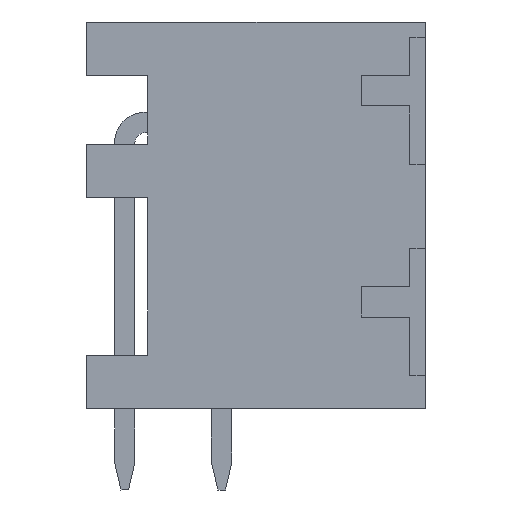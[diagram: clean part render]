
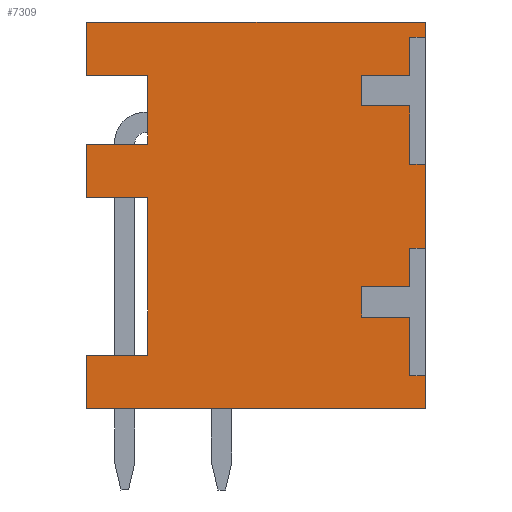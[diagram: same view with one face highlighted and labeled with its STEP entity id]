
A CAD part, left-side view. The second image highlights one B-rep face of the part: STEP entity #7309.
In plain terms, the highlighted planar face has unit normal (-1, 0, 0).
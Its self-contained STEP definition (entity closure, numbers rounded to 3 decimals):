
#7183=AXIS2_PLACEMENT_3D('Plane Axis2P3D',#7180,#7181,#7182) ;
#210=CARTESIAN_POINT('Vertex',(0.3,0.,18.4)) ;
#213=CARTESIAN_POINT('Line Origine',(0.3,0.,18.1)) ;
#217=CARTESIAN_POINT('Vertex',(0.3,0.,17.8)) ;
#238=CARTESIAN_POINT('Vertex',(0.3,0.,12.8)) ;
#241=CARTESIAN_POINT('Line Origine',(0.3,0.,11.15)) ;
#245=CARTESIAN_POINT('Vertex',(0.3,0.,9.5)) ;
#266=CARTESIAN_POINT('Vertex',(0.3,0.,4.5)) ;
#269=CARTESIAN_POINT('Line Origine',(0.3,0.,3.85)) ;
#273=CARTESIAN_POINT('Vertex',(0.3,0.,3.2)) ;
#3270=CARTESIAN_POINT('Vertex',(0.3,13.3,18.4)) ;
#3273=CARTESIAN_POINT('Line Origine',(0.3,6.65,18.4)) ;
#3359=CARTESIAN_POINT('Vertex',(0.3,13.3,16.3)) ;
#3364=CARTESIAN_POINT('Line Origine',(0.3,13.3,17.35)) ;
#3854=CARTESIAN_POINT('Vertex',(0.3,10.9,16.3)) ;
#3859=CARTESIAN_POINT('Line Origine',(0.3,12.1,16.3)) ;
#4093=CARTESIAN_POINT('Vertex',(0.3,10.9,13.6)) ;
#4098=CARTESIAN_POINT('Line Origine',(0.3,10.9,14.95)) ;
#4332=CARTESIAN_POINT('Vertex',(0.3,13.3,13.6)) ;
#4337=CARTESIAN_POINT('Line Origine',(0.3,12.1,13.6)) ;
#4566=CARTESIAN_POINT('Vertex',(0.3,13.3,11.5)) ;
#4571=CARTESIAN_POINT('Line Origine',(0.3,13.3,12.55)) ;
#5317=CARTESIAN_POINT('Vertex',(0.3,10.9,11.5)) ;
#5322=CARTESIAN_POINT('Line Origine',(0.3,12.1,11.5)) ;
#5551=CARTESIAN_POINT('Vertex',(0.3,10.9,5.3)) ;
#5556=CARTESIAN_POINT('Line Origine',(0.3,10.9,8.4)) ;
#5790=CARTESIAN_POINT('Vertex',(0.3,13.3,5.3)) ;
#5795=CARTESIAN_POINT('Line Origine',(0.3,12.1,5.3)) ;
#6024=CARTESIAN_POINT('Vertex',(0.3,13.3,3.2)) ;
#6029=CARTESIAN_POINT('Line Origine',(0.3,13.3,4.25)) ;
#6771=CARTESIAN_POINT('Line Origine',(0.3,6.65,3.2)) ;
#7180=CARTESIAN_POINT('Axis2P3D Location',(0.3,0.,0.)) ;
#7185=CARTESIAN_POINT('Line Origine',(0.3,0.3,12.8)) ;
#7189=CARTESIAN_POINT('Vertex',(0.3,0.6,12.8)) ;
#7192=CARTESIAN_POINT('Line Origine',(0.3,0.6,13.95)) ;
#7196=CARTESIAN_POINT('Vertex',(0.3,0.6,15.1)) ;
#7199=CARTESIAN_POINT('Line Origine',(0.3,1.55,15.1)) ;
#7203=CARTESIAN_POINT('Vertex',(0.3,2.5,15.1)) ;
#7206=CARTESIAN_POINT('Line Origine',(0.3,2.5,15.7)) ;
#7210=CARTESIAN_POINT('Vertex',(0.3,2.5,16.3)) ;
#7213=CARTESIAN_POINT('Line Origine',(0.3,1.55,16.3)) ;
#7217=CARTESIAN_POINT('Vertex',(0.3,0.6,16.3)) ;
#7220=CARTESIAN_POINT('Line Origine',(0.3,0.6,17.05)) ;
#7224=CARTESIAN_POINT('Vertex',(0.3,0.6,17.8)) ;
#7227=CARTESIAN_POINT('Line Origine',(0.3,0.3,17.8)) ;
#7232=CARTESIAN_POINT('Line Origine',(0.3,0.3,4.5)) ;
#7236=CARTESIAN_POINT('Vertex',(0.3,0.6,4.5)) ;
#7239=CARTESIAN_POINT('Line Origine',(0.3,0.6,5.65)) ;
#7243=CARTESIAN_POINT('Vertex',(0.3,0.6,6.8)) ;
#7246=CARTESIAN_POINT('Line Origine',(0.3,1.55,6.8)) ;
#7250=CARTESIAN_POINT('Vertex',(0.3,2.5,6.8)) ;
#7253=CARTESIAN_POINT('Line Origine',(0.3,2.5,7.4)) ;
#7257=CARTESIAN_POINT('Vertex',(0.3,2.5,8.)) ;
#7260=CARTESIAN_POINT('Line Origine',(0.3,1.55,8.)) ;
#7264=CARTESIAN_POINT('Vertex',(0.3,0.6,8.)) ;
#7267=CARTESIAN_POINT('Line Origine',(0.3,0.6,8.75)) ;
#7271=CARTESIAN_POINT('Vertex',(0.3,0.6,9.5)) ;
#7274=CARTESIAN_POINT('Line Origine',(0.3,0.3,9.5)) ;
#214=DIRECTION('Vector Direction',(0.,0.,-1.)) ;
#242=DIRECTION('Vector Direction',(0.,0.,-1.)) ;
#270=DIRECTION('Vector Direction',(0.,0.,-1.)) ;
#3274=DIRECTION('Vector Direction',(0.,-1.,0.)) ;
#3365=DIRECTION('Vector Direction',(0.,0.,1.)) ;
#3860=DIRECTION('Vector Direction',(0.,1.,0.)) ;
#4099=DIRECTION('Vector Direction',(0.,0.,1.)) ;
#4338=DIRECTION('Vector Direction',(0.,-1.,0.)) ;
#4572=DIRECTION('Vector Direction',(0.,0.,1.)) ;
#5323=DIRECTION('Vector Direction',(0.,1.,0.)) ;
#5557=DIRECTION('Vector Direction',(0.,0.,1.)) ;
#5796=DIRECTION('Vector Direction',(0.,-1.,0.)) ;
#6030=DIRECTION('Vector Direction',(0.,0.,1.)) ;
#6772=DIRECTION('Vector Direction',(0.,1.,0.)) ;
#7181=DIRECTION('Axis2P3D Direction',(-1.,0.,0.)) ;
#7182=DIRECTION('Axis2P3D XDirection',(0.,-1.,0.)) ;
#7186=DIRECTION('Vector Direction',(0.,1.,0.)) ;
#7193=DIRECTION('Vector Direction',(0.,0.,1.)) ;
#7200=DIRECTION('Vector Direction',(0.,1.,0.)) ;
#7207=DIRECTION('Vector Direction',(0.,0.,1.)) ;
#7214=DIRECTION('Vector Direction',(0.,-1.,0.)) ;
#7221=DIRECTION('Vector Direction',(0.,0.,1.)) ;
#7228=DIRECTION('Vector Direction',(0.,-1.,0.)) ;
#7233=DIRECTION('Vector Direction',(0.,1.,0.)) ;
#7240=DIRECTION('Vector Direction',(0.,0.,1.)) ;
#7247=DIRECTION('Vector Direction',(0.,1.,0.)) ;
#7254=DIRECTION('Vector Direction',(0.,0.,1.)) ;
#7261=DIRECTION('Vector Direction',(0.,-1.,0.)) ;
#7268=DIRECTION('Vector Direction',(0.,0.,1.)) ;
#7275=DIRECTION('Vector Direction',(0.,-1.,0.)) ;
#215=VECTOR('Line Direction',#214,1.) ;
#243=VECTOR('Line Direction',#242,1.) ;
#271=VECTOR('Line Direction',#270,1.) ;
#3275=VECTOR('Line Direction',#3274,1.) ;
#3366=VECTOR('Line Direction',#3365,1.) ;
#3861=VECTOR('Line Direction',#3860,1.) ;
#4100=VECTOR('Line Direction',#4099,1.) ;
#4339=VECTOR('Line Direction',#4338,1.) ;
#4573=VECTOR('Line Direction',#4572,1.) ;
#5324=VECTOR('Line Direction',#5323,1.) ;
#5558=VECTOR('Line Direction',#5557,1.) ;
#5797=VECTOR('Line Direction',#5796,1.) ;
#6031=VECTOR('Line Direction',#6030,1.) ;
#6773=VECTOR('Line Direction',#6772,1.) ;
#7187=VECTOR('Line Direction',#7186,1.) ;
#7194=VECTOR('Line Direction',#7193,1.) ;
#7201=VECTOR('Line Direction',#7200,1.) ;
#7208=VECTOR('Line Direction',#7207,1.) ;
#7215=VECTOR('Line Direction',#7214,1.) ;
#7222=VECTOR('Line Direction',#7221,1.) ;
#7229=VECTOR('Line Direction',#7228,1.) ;
#7234=VECTOR('Line Direction',#7233,1.) ;
#7241=VECTOR('Line Direction',#7240,1.) ;
#7248=VECTOR('Line Direction',#7247,1.) ;
#7255=VECTOR('Line Direction',#7254,1.) ;
#7262=VECTOR('Line Direction',#7261,1.) ;
#7269=VECTOR('Line Direction',#7268,1.) ;
#7276=VECTOR('Line Direction',#7275,1.) ;
#7280=ORIENTED_EDGE('',*,*,#247,.T.) ;
#7281=ORIENTED_EDGE('',*,*,#7191,.F.) ;
#7282=ORIENTED_EDGE('',*,*,#7198,.F.) ;
#7283=ORIENTED_EDGE('',*,*,#7205,.F.) ;
#7284=ORIENTED_EDGE('',*,*,#7212,.F.) ;
#7285=ORIENTED_EDGE('',*,*,#7219,.F.) ;
#7286=ORIENTED_EDGE('',*,*,#7226,.F.) ;
#7287=ORIENTED_EDGE('',*,*,#7231,.F.) ;
#7288=ORIENTED_EDGE('',*,*,#219,.T.) ;
#7289=ORIENTED_EDGE('',*,*,#3277,.T.) ;
#7290=ORIENTED_EDGE('',*,*,#3368,.T.) ;
#7291=ORIENTED_EDGE('',*,*,#3863,.T.) ;
#7292=ORIENTED_EDGE('',*,*,#4102,.T.) ;
#7293=ORIENTED_EDGE('',*,*,#4341,.T.) ;
#7294=ORIENTED_EDGE('',*,*,#4575,.T.) ;
#7295=ORIENTED_EDGE('',*,*,#5326,.T.) ;
#7296=ORIENTED_EDGE('',*,*,#5560,.T.) ;
#7297=ORIENTED_EDGE('',*,*,#5799,.T.) ;
#7298=ORIENTED_EDGE('',*,*,#6033,.T.) ;
#7299=ORIENTED_EDGE('',*,*,#6775,.T.) ;
#7300=ORIENTED_EDGE('',*,*,#275,.T.) ;
#7301=ORIENTED_EDGE('',*,*,#7238,.F.) ;
#7302=ORIENTED_EDGE('',*,*,#7245,.F.) ;
#7303=ORIENTED_EDGE('',*,*,#7252,.F.) ;
#7304=ORIENTED_EDGE('',*,*,#7259,.F.) ;
#7305=ORIENTED_EDGE('',*,*,#7266,.F.) ;
#7306=ORIENTED_EDGE('',*,*,#7273,.F.) ;
#7307=ORIENTED_EDGE('',*,*,#7278,.F.) ;
#7309=ADVANCED_FACE('HOUSING',(#7308),#7184,.T.) ;
#219=EDGE_CURVE('',#218,#211,#216,.F.) ;
#247=EDGE_CURVE('',#246,#239,#244,.F.) ;
#275=EDGE_CURVE('',#274,#267,#272,.F.) ;
#3277=EDGE_CURVE('',#211,#3271,#3276,.F.) ;
#3368=EDGE_CURVE('',#3271,#3360,#3367,.F.) ;
#3863=EDGE_CURVE('',#3360,#3855,#3862,.F.) ;
#4102=EDGE_CURVE('',#3855,#4094,#4101,.F.) ;
#4341=EDGE_CURVE('',#4094,#4333,#4340,.F.) ;
#4575=EDGE_CURVE('',#4333,#4567,#4574,.F.) ;
#5326=EDGE_CURVE('',#4567,#5318,#5325,.F.) ;
#5560=EDGE_CURVE('',#5318,#5552,#5559,.F.) ;
#5799=EDGE_CURVE('',#5552,#5791,#5798,.F.) ;
#6033=EDGE_CURVE('',#5791,#6025,#6032,.F.) ;
#6775=EDGE_CURVE('',#6025,#274,#6774,.F.) ;
#7191=EDGE_CURVE('',#7190,#239,#7188,.F.) ;
#7198=EDGE_CURVE('',#7197,#7190,#7195,.F.) ;
#7205=EDGE_CURVE('',#7204,#7197,#7202,.F.) ;
#7212=EDGE_CURVE('',#7211,#7204,#7209,.F.) ;
#7219=EDGE_CURVE('',#7218,#7211,#7216,.F.) ;
#7226=EDGE_CURVE('',#7225,#7218,#7223,.F.) ;
#7231=EDGE_CURVE('',#218,#7225,#7230,.F.) ;
#7238=EDGE_CURVE('',#7237,#267,#7235,.F.) ;
#7245=EDGE_CURVE('',#7244,#7237,#7242,.F.) ;
#7252=EDGE_CURVE('',#7251,#7244,#7249,.F.) ;
#7259=EDGE_CURVE('',#7258,#7251,#7256,.F.) ;
#7266=EDGE_CURVE('',#7265,#7258,#7263,.F.) ;
#7273=EDGE_CURVE('',#7272,#7265,#7270,.F.) ;
#7278=EDGE_CURVE('',#246,#7272,#7277,.F.) ;
#7279=EDGE_LOOP('',(#7280,#7281,#7282,#7283,#7284,#7285,#7286,#7287,#7288,#7289,#7290,#7291,#7292,#7293,#7294,#7295,#7296,#7297,#7298,#7299,#7300,#7301,#7302,#7303,#7304,#7305,#7306,#7307)) ;
#7308=FACE_OUTER_BOUND('',#7279,.T.) ;
#216=LINE('Line',#213,#215) ;
#244=LINE('Line',#241,#243) ;
#272=LINE('Line',#269,#271) ;
#3276=LINE('Line',#3273,#3275) ;
#3367=LINE('Line',#3364,#3366) ;
#3862=LINE('Line',#3859,#3861) ;
#4101=LINE('Line',#4098,#4100) ;
#4340=LINE('Line',#4337,#4339) ;
#4574=LINE('Line',#4571,#4573) ;
#5325=LINE('Line',#5322,#5324) ;
#5559=LINE('Line',#5556,#5558) ;
#5798=LINE('Line',#5795,#5797) ;
#6032=LINE('Line',#6029,#6031) ;
#6774=LINE('Line',#6771,#6773) ;
#7188=LINE('Line',#7185,#7187) ;
#7195=LINE('Line',#7192,#7194) ;
#7202=LINE('Line',#7199,#7201) ;
#7209=LINE('Line',#7206,#7208) ;
#7216=LINE('Line',#7213,#7215) ;
#7223=LINE('Line',#7220,#7222) ;
#7230=LINE('Line',#7227,#7229) ;
#7235=LINE('Line',#7232,#7234) ;
#7242=LINE('Line',#7239,#7241) ;
#7249=LINE('Line',#7246,#7248) ;
#7256=LINE('Line',#7253,#7255) ;
#7263=LINE('Line',#7260,#7262) ;
#7270=LINE('Line',#7267,#7269) ;
#7277=LINE('Line',#7274,#7276) ;
#7184=PLANE('',#7183) ;
#211=VERTEX_POINT('',#210) ;
#218=VERTEX_POINT('',#217) ;
#239=VERTEX_POINT('',#238) ;
#246=VERTEX_POINT('',#245) ;
#267=VERTEX_POINT('',#266) ;
#274=VERTEX_POINT('',#273) ;
#3271=VERTEX_POINT('',#3270) ;
#3360=VERTEX_POINT('',#3359) ;
#3855=VERTEX_POINT('',#3854) ;
#4094=VERTEX_POINT('',#4093) ;
#4333=VERTEX_POINT('',#4332) ;
#4567=VERTEX_POINT('',#4566) ;
#5318=VERTEX_POINT('',#5317) ;
#5552=VERTEX_POINT('',#5551) ;
#5791=VERTEX_POINT('',#5790) ;
#6025=VERTEX_POINT('',#6024) ;
#7190=VERTEX_POINT('',#7189) ;
#7197=VERTEX_POINT('',#7196) ;
#7204=VERTEX_POINT('',#7203) ;
#7211=VERTEX_POINT('',#7210) ;
#7218=VERTEX_POINT('',#7217) ;
#7225=VERTEX_POINT('',#7224) ;
#7237=VERTEX_POINT('',#7236) ;
#7244=VERTEX_POINT('',#7243) ;
#7251=VERTEX_POINT('',#7250) ;
#7258=VERTEX_POINT('',#7257) ;
#7265=VERTEX_POINT('',#7264) ;
#7272=VERTEX_POINT('',#7271) ;
